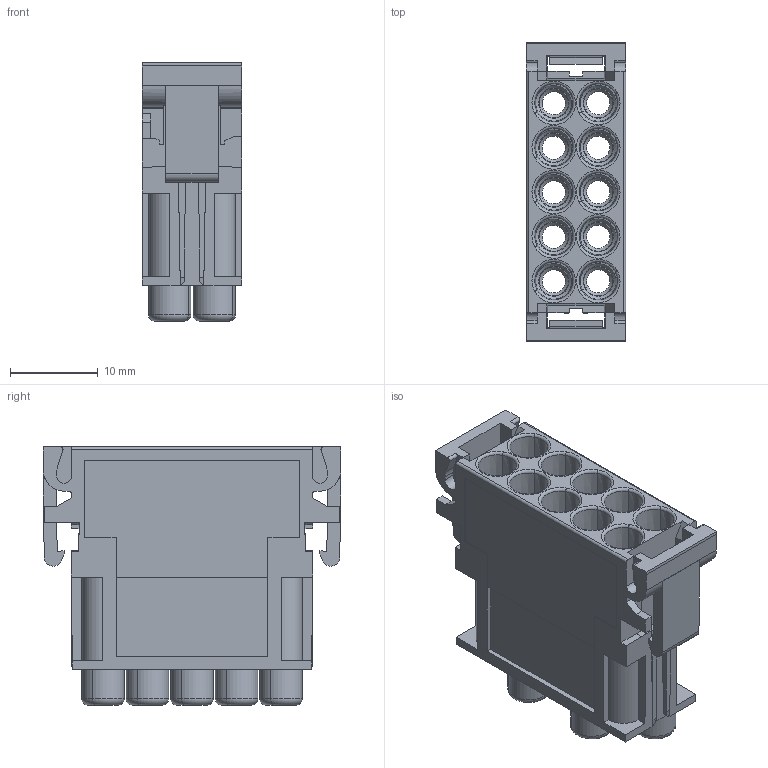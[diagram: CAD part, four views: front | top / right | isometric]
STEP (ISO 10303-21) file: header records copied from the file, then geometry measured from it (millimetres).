
FILE_DESCRIPTION(('CATIA V5 STEP Exchange','CAx-IF Rec.Pracs.--- Model Styling and Organization---1.2---2011-12-15'),'2;1');
FILE_NAME ('020617-3_1_1758400000_1758400000.stp','2018-08-28T15:14:35+00:00',('none'),('Weidmueller'),'CATIA Version 5-6 Release 2014','CATIA V5 STEP AP214','none');
FILE_SCHEMA(('AUTOMOTIVE_DESIGN { 1 0 10303 214 1 1 1 1 }'));
Length unit declared in the file: millimetre
Products named in the file (1): 1758400000
Bounding box: 11.35 x 34 x 29.45 mm (x, y, z)
Volume: 4867.7 mm3; surface area: 6835.9 mm2
Topology: 6 solids, 6 shells, 402 faces, 1004 edges, 634 vertices
Faces by surface type: plane 182, cone 110, cylinder 80, torus 30
Entity records: 10763 total; most frequent: ORIENTED_EDGE 2008, CARTESIAN_POINT 1898, DIRECTION 1428, EDGE_CURVE 1004, VERTEX_POINT 634, VECTOR 626, LINE 626, AXIS2_PLACEMENT_3D 582
